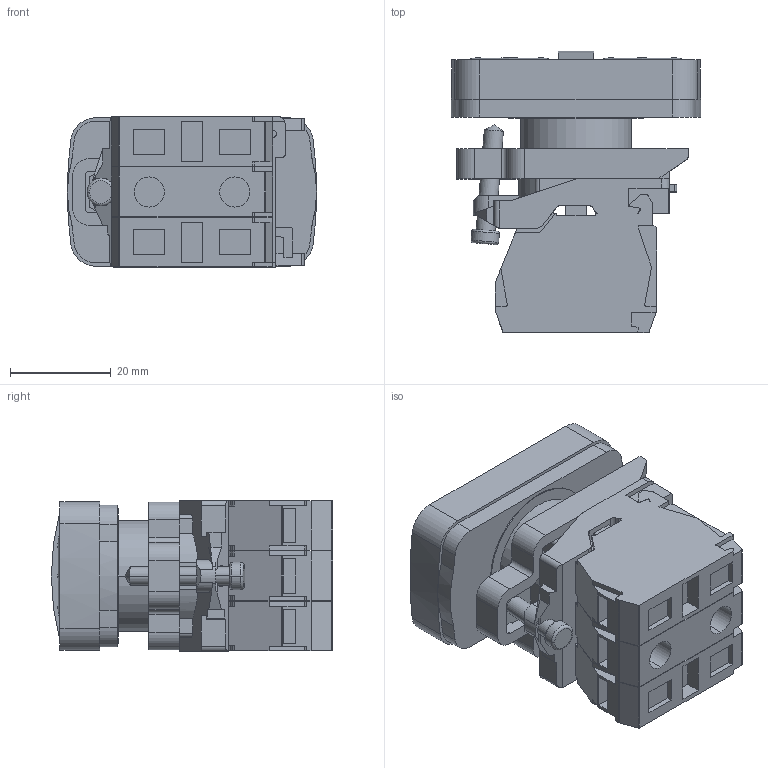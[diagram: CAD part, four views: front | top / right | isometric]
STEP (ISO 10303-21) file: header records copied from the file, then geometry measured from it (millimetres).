
FILE_DESCRIPTION((''),'2;1');
FILE_NAME('LA167-B4-BWA3512315-24V','2024-06-14T',('Administrator'),('zyb.com'),'PRO/ENGINEER BY PARAMETRIC TECHNOLOGY CORPORATION, 2010280','PRO/ENGINEER BY PARAMETRIC TECHNOLOGY CORPORATION, 2010280','');
FILE_SCHEMA(('CONFIG_CONTROL_DESIGN','SHAPE_APPEARANCE_LAYERS_GROUPS'));
Length unit declared in the file: millimetre
Products named in the file (1): LA167-B4-BWA3512315-24V
Bounding box: 49.5 x 55.9 x 30 mm (x, y, z)
Volume: 48404 mm3; surface area: 20800.9 mm2
Topology: 2 solids, 3 shells, 668 faces, 1895 edges, 1250 vertices
Faces by surface type: plane 426, cylinder 204, bspline 16, extrusion 10, torus 8, cone 4
Entity records: 28930 total; most frequent: CARTESIAN_POINT 5479, ORIENTED_EDGE 3778, DIRECTION 3476, PRESENTATION_STYLE_ASSIGNMENT 1909, STYLED_ITEM 1891, CURVE_STYLE 1889, EDGE_CURVE 1889, VECTOR 1342
